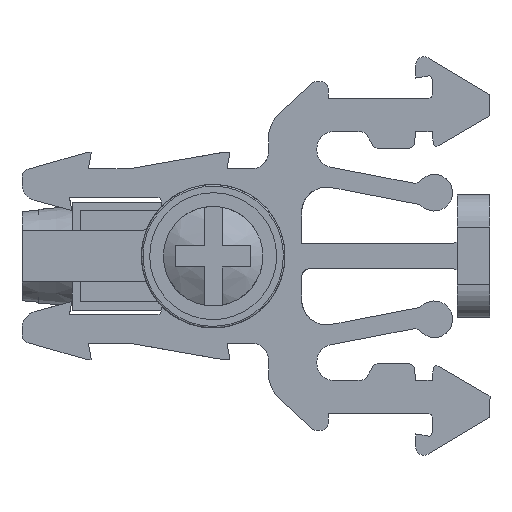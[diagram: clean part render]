
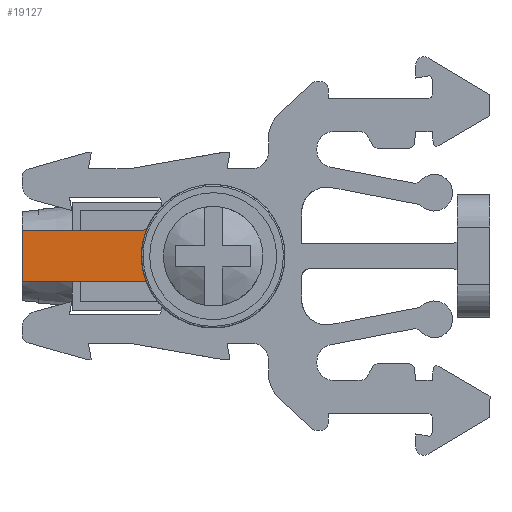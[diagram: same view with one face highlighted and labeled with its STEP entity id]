
A CAD part, left-side view. The second image highlights one B-rep face of the part: STEP entity #19127.
In plain terms, the highlighted planar face has unit normal (-1, 0, 0).
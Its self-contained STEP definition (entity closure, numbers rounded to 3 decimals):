
#1248 = EDGE_CURVE ( 'NONE', #6843, #6847, #10641, .T. ) ;
#1282 = EDGE_CURVE ( 'NONE', #15730, #6823, #5449, .T. ) ;
#1283 = EDGE_CURVE ( 'NONE', #15724, #6832, #5420, .T. ) ;
#1287 = EDGE_CURVE ( 'NONE', #6799, #6847, #10592, .T. ) ;
#1303 = EDGE_CURVE ( 'NONE', #6843, #6823, #5436, .T. ) ;
#1327 = EDGE_CURVE ( 'NONE', #6799, #6832, #10773, .T. ) ;
#1898 = ORIENTED_EDGE ( 'NONE', *, *, #14065, .F. ) ;
#1918 = ORIENTED_EDGE ( 'NONE', *, *, #1248, .F. ) ;
#1923 = ORIENTED_EDGE ( 'NONE', *, *, #1282, .F. ) ;
#1925 = ORIENTED_EDGE ( 'NONE', *, *, #1287, .T. ) ;
#1929 = ORIENTED_EDGE ( 'NONE', *, *, #1327, .F. ) ;
#1932 = ORIENTED_EDGE ( 'NONE', *, *, #1283, .T. ) ;
#1947 = ORIENTED_EDGE ( 'NONE', *, *, #1303, .T. ) ;
#5349 = VECTOR ( 'NONE', #10638, 1000. ) ;
#5417 = VECTOR ( 'NONE', #10651, 1000. ) ;
#5420 = CIRCLE ( 'NONE', #5421, 1. ) ;
#5421 = AXIS2_PLACEMENT_3D ( 'NONE', #10585, #10587, #10609 ) ;
#5436 = CIRCLE ( 'NONE', #5438, 1. ) ;
#5438 = AXIS2_PLACEMENT_3D ( 'NONE', #10710, #10711, #10716 ) ;
#5447 = AXIS2_PLACEMENT_3D ( 'NONE', #10579, #10636, #10606 ) ;
#5449 = CIRCLE ( 'NONE', #5447, 4.325 ) ;
#5491 = VECTOR ( 'NONE', #10782, 1000. ) ;
#6799 = VERTEX_POINT ( 'NONE', #9713 ) ;
#6823 = VERTEX_POINT ( 'NONE', #9684 ) ;
#6832 = VERTEX_POINT ( 'NONE', #9740 ) ;
#6843 = VERTEX_POINT ( 'NONE', #9775 ) ;
#6847 = VERTEX_POINT ( 'NONE', #9776 ) ;
#8310 = AXIS2_PLACEMENT_3D ( 'NONE', #12700, #12713, #12724 ) ;
#9684 = CARTESIAN_POINT ( 'NONE',  ( -212.03, -37.929, 94.45 ) ) ;
#9713 = CARTESIAN_POINT ( 'NONE',  ( -212.03, -30.45, 97.586 ) ) ;
#9740 = CARTESIAN_POINT ( 'NONE',  ( -212.03, -37.782, 97.586 ) ) ;
#9775 = CARTESIAN_POINT ( 'NONE',  ( -212.03, -37.782, 94.461 ) ) ;
#9776 = CARTESIAN_POINT ( 'NONE',  ( -212.03, -30.45, 94.461 ) ) ;
#10579 = CARTESIAN_POINT ( 'NONE',  ( -212.03, -41.964, 96.007 ) ) ;
#10585 = CARTESIAN_POINT ( 'NONE',  ( -212.03, -37.782, 98.586 ) ) ;
#10587 = DIRECTION ( 'NONE',  ( 1., 0., 0. ) ) ;
#10592 = LINE ( 'NONE', #10647, #5417 ) ;
#10606 = DIRECTION ( 'NONE',  ( 0., 1., 0. ) ) ;
#10609 = DIRECTION ( 'NONE',  ( 0., -1., 0. ) ) ;
#10623 = CARTESIAN_POINT ( 'NONE',  ( -212.03, -32.997, 94.461 ) ) ;
#10636 = DIRECTION ( 'NONE',  ( -1., 0., 0. ) ) ;
#10638 = DIRECTION ( 'NONE',  ( 0., 1., 0. ) ) ;
#10641 = LINE ( 'NONE', #10623, #5349 ) ;
#10647 = CARTESIAN_POINT ( 'NONE',  ( -212.03, -30.45, 99.046 ) ) ;
#10651 = DIRECTION ( 'NONE',  ( 0., 0., -1. ) ) ;
#10710 = CARTESIAN_POINT ( 'NONE',  ( -212.03, -37.782, 93.461 ) ) ;
#10711 = DIRECTION ( 'NONE',  ( 1., 0., 0. ) ) ;
#10716 = DIRECTION ( 'NONE',  ( 0., 1., 0. ) ) ;
#10773 = LINE ( 'NONE', #10776, #5491 ) ;
#10776 = CARTESIAN_POINT ( 'NONE',  ( -212.03, -32.997, 97.586 ) ) ;
#10782 = DIRECTION ( 'NONE',  ( 0., -1., 0. ) ) ;
#12699 = PLANE ( 'NONE',  #8310 ) ;
#12700 = CARTESIAN_POINT ( 'NONE',  ( -212.03, -45.741, 68.31 ) ) ;
#12713 = DIRECTION ( 'NONE',  ( -1., 0., 0. ) ) ;
#12724 = DIRECTION ( 'NONE',  ( 0., -1., 0. ) ) ;
#12727 = FACE_OUTER_BOUND ( 'NONE', #21542, .T. ) ;
#14065 = EDGE_CURVE ( 'NONE', #15724, #15730, #29574, .T. ) ;
#15724 = VERTEX_POINT ( 'NONE', #27894 ) ;
#15730 = VERTEX_POINT ( 'NONE', #28004 ) ;
#18444 = CARTESIAN_POINT ( 'NONE',  ( -212.03, -41.964, 96.007 ) ) ;
#18454 = DIRECTION ( 'NONE',  ( -1., 0., 0. ) ) ;
#18459 = DIRECTION ( 'NONE',  ( 0., 1., 0. ) ) ;
#19127 = ADVANCED_FACE ( 'NONE', ( #12727 ), #12699, .T. ) ;
#21542 = EDGE_LOOP ( 'NONE', ( #1929, #1925, #1918, #1947, #1923, #1898, #1932 ) ) ;
#27894 = CARTESIAN_POINT ( 'NONE',  ( -212.03, -37.942, 97.599 ) ) ;
#28004 = CARTESIAN_POINT ( 'NONE',  ( -212.03, -37.639, 96.007 ) ) ;
#29559 = AXIS2_PLACEMENT_3D ( 'NONE', #18444, #18454, #18459 ) ;
#29574 = CIRCLE ( 'NONE', #29559, 4.325 ) ;
